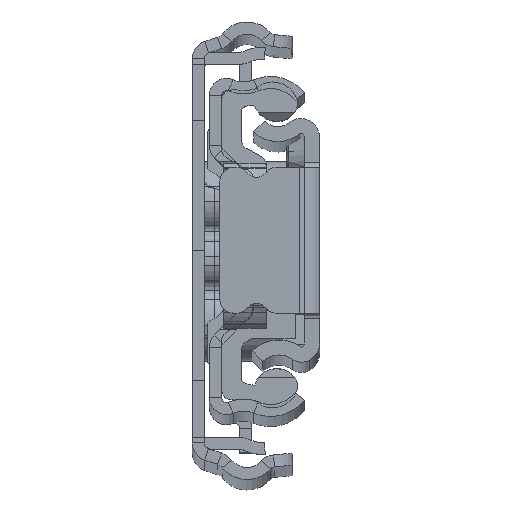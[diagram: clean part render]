
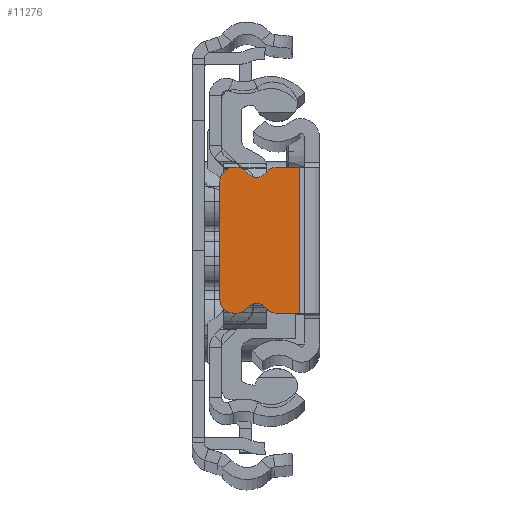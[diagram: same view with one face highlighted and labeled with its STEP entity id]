
A CAD part, top view. The second image highlights one B-rep face of the part: STEP entity #11276.
In plain terms, the highlighted planar face has unit normal (0, 0, 1).
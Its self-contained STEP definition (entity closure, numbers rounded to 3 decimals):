
#96 = AXIS2_PLACEMENT_3D ( 'NONE', #15663, #7302, #5580 ) ;
#268 = EDGE_CURVE ( 'NONE', #6637, #25206, #10803, .T. ) ;
#616 = ORIENTED_EDGE ( 'NONE', *, *, #25621, .T. ) ;
#995 = VERTEX_POINT ( 'NONE', #2648 ) ;
#1016 = DIRECTION ( 'NONE',  ( -1., 0., 0. ) ) ;
#1078 = CARTESIAN_POINT ( 'NONE',  ( -2., -7.3, 0. ) ) ;
#1107 = EDGE_CURVE ( 'NONE', #23469, #9887, #16276, .T. ) ;
#1232 = AXIS2_PLACEMENT_3D ( 'NONE', #20915, #15047, #20549 ) ;
#1423 = VERTEX_POINT ( 'NONE', #19999 ) ;
#1437 = EDGE_CURVE ( 'NONE', #995, #19856, #2523, .T. ) ;
#1695 = CARTESIAN_POINT ( 'NONE',  ( -5.413, 6.706, 0. ) ) ;
#1781 = DIRECTION ( 'NONE',  ( 0., 0., 1. ) ) ;
#1919 = VECTOR ( 'NONE', #19064, 1000. ) ;
#1977 = VERTEX_POINT ( 'NONE', #3963 ) ;
#2087 = DIRECTION ( 'NONE',  ( -1., 0., 0. ) ) ;
#2171 = DIRECTION ( 'NONE',  ( 1., 0., 0. ) ) ;
#2281 = CARTESIAN_POINT ( 'NONE',  ( 0., 7.3, 0. ) ) ;
#2293 = ORIENTED_EDGE ( 'NONE', *, *, #14971, .T. ) ;
#2523 = CIRCLE ( 'NONE', #24660, 1.5 ) ;
#2648 = CARTESIAN_POINT ( 'NONE',  ( -8.5, 7.3, 0. ) ) ;
#2691 = VERTEX_POINT ( 'NONE', #16988 ) ;
#2863 = AXIS2_PLACEMENT_3D ( 'NONE', #18775, #19150, #6897 ) ;
#3126 = CIRCLE ( 'NONE', #24045, 1.5 ) ;
#3638 = VERTEX_POINT ( 'NONE', #13650 ) ;
#3649 = LINE ( 'NONE', #20074, #9994 ) ;
#3735 = LINE ( 'NONE', #19683, #13997 ) ;
#3748 = CARTESIAN_POINT ( 'NONE',  ( -10., 0., 0. ) ) ;
#3838 = AXIS2_PLACEMENT_3D ( 'NONE', #22202, #4162, #12140 ) ;
#3841 = DIRECTION ( 'NONE',  ( 0., -1., 0. ) ) ;
#3943 = CARTESIAN_POINT ( 'NONE',  ( -8.362, -5.8, 0. ) ) ;
#3950 = AXIS2_PLACEMENT_3D ( 'NONE', #10951, #18928, #1016 ) ;
#3963 = CARTESIAN_POINT ( 'NONE',  ( -2., 7.3, 0. ) ) ;
#4162 = DIRECTION ( 'NONE',  ( 0., 0., -1. ) ) ;
#4245 = EDGE_CURVE ( 'NONE', #23469, #3638, #10543, .T. ) ;
#4431 = ORIENTED_EDGE ( 'NONE', *, *, #23266, .F. ) ;
#4621 = DIRECTION ( 'NONE',  ( -1., 0., 0. ) ) ;
#5301 = VECTOR ( 'NONE', #4621, 1000. ) ;
#5389 = ORIENTED_EDGE ( 'NONE', *, *, #24307, .T. ) ;
#5580 = DIRECTION ( 'NONE',  ( -1., 0., 0. ) ) ;
#5833 = DIRECTION ( 'NONE',  ( 0., -1., 0. ) ) ;
#5861 = VECTOR ( 'NONE', #3841, 1000. ) ;
#6041 = DIRECTION ( 'NONE',  ( 0., 0., 1. ) ) ;
#6495 = ORIENTED_EDGE ( 'NONE', *, *, #17275, .T. ) ;
#6637 = VERTEX_POINT ( 'NONE', #20935 ) ;
#6897 = DIRECTION ( 'NONE',  ( -1., 0., 0. ) ) ;
#7302 = DIRECTION ( 'NONE',  ( 0., 0., 1. ) ) ;
#7528 = DIRECTION ( 'NONE',  ( -1., 0., 0. ) ) ;
#7988 = CIRCLE ( 'NONE', #25091, 1.1 ) ;
#8239 = FACE_OUTER_BOUND ( 'NONE', #25781, .T. ) ;
#8748 = EDGE_CURVE ( 'NONE', #25206, #995, #19187, .T. ) ;
#8787 = VERTEX_POINT ( 'NONE', #11340 ) ;
#9152 = EDGE_CURVE ( 'NONE', #6637, #17835, #7988, .T. ) ;
#9356 = CARTESIAN_POINT ( 'NONE',  ( -4.218, 7.3, 0. ) ) ;
#9755 = DIRECTION ( 'NONE',  ( 1., 0., 0. ) ) ;
#9887 = VERTEX_POINT ( 'NONE', #11383 ) ;
#9890 = DIRECTION ( 'NONE',  ( 1., 0., 0. ) ) ;
#9994 = VECTOR ( 'NONE', #2171, 1000. ) ;
#10354 = ORIENTED_EDGE ( 'NONE', *, *, #22863, .T. ) ;
#10543 = CIRCLE ( 'NONE', #96, 1.5 ) ;
#10803 = CIRCLE ( 'NONE', #2863, 1.5 ) ;
#10951 = CARTESIAN_POINT ( 'NONE',  ( -4.218, 5.8, 0. ) ) ;
#11276 = ADVANCED_FACE ( 'NONE', ( #8239 ), #16211, .F. ) ;
#11322 = ORIENTED_EDGE ( 'NONE', *, *, #1107, .F. ) ;
#11340 = CARTESIAN_POINT ( 'NONE',  ( -10., -5.8, 0. ) ) ;
#11383 = CARTESIAN_POINT ( 'NONE',  ( -7.167, -6.706, 0. ) ) ;
#12140 = DIRECTION ( 'NONE',  ( -1., 0., 0. ) ) ;
#12415 = DIRECTION ( 'NONE',  ( 0., 0., 1. ) ) ;
#12928 = ORIENTED_EDGE ( 'NONE', *, *, #4245, .T. ) ;
#13301 = CARTESIAN_POINT ( 'NONE',  ( 0., 7.3, 0. ) ) ;
#13522 = LINE ( 'NONE', #13784, #5861 ) ;
#13563 = CIRCLE ( 'NONE', #3950, 1.5 ) ;
#13650 = CARTESIAN_POINT ( 'NONE',  ( -4.218, -7.3, 0. ) ) ;
#13784 = CARTESIAN_POINT ( 'NONE',  ( -2., -7.3, 0. ) ) ;
#13997 = VECTOR ( 'NONE', #9755, 1000. ) ;
#14535 = ORIENTED_EDGE ( 'NONE', *, *, #18231, .T. ) ;
#14755 = EDGE_CURVE ( 'NONE', #3638, #17482, #3735, .T. ) ;
#14971 = EDGE_CURVE ( 'NONE', #1423, #9887, #3126, .T. ) ;
#15047 = DIRECTION ( 'NONE',  ( 0., 0., 1. ) ) ;
#15135 = CARTESIAN_POINT ( 'NONE',  ( -10., 5.8, 0. ) ) ;
#15366 = DIRECTION ( 'NONE',  ( 0., 0., 1. ) ) ;
#15648 = CARTESIAN_POINT ( 'NONE',  ( -6.29, 7.37, 0. ) ) ;
#15663 = CARTESIAN_POINT ( 'NONE',  ( -4.218, -5.8, 0. ) ) ;
#15802 = VECTOR ( 'NONE', #5833, 1000. ) ;
#16211 = PLANE ( 'NONE',  #3838 ) ;
#16221 = VERTEX_POINT ( 'NONE', #9356 ) ;
#16276 = CIRCLE ( 'NONE', #1232, 1.1 ) ;
#16772 = CARTESIAN_POINT ( 'NONE',  ( -5.413, -6.706, 0. ) ) ;
#16988 = CARTESIAN_POINT ( 'NONE',  ( -8.5, -7.3, 0. ) ) ;
#17275 = EDGE_CURVE ( 'NONE', #8787, #2691, #25748, .T. ) ;
#17482 = VERTEX_POINT ( 'NONE', #1078 ) ;
#17511 = CARTESIAN_POINT ( 'NONE',  ( -8.362, 7.3, 0. ) ) ;
#17835 = VERTEX_POINT ( 'NONE', #1695 ) ;
#18164 = ORIENTED_EDGE ( 'NONE', *, *, #8748, .T. ) ;
#18231 = EDGE_CURVE ( 'NONE', #1977, #16221, #22523, .T. ) ;
#18775 = CARTESIAN_POINT ( 'NONE',  ( -8.362, 5.8, 0. ) ) ;
#18928 = DIRECTION ( 'NONE',  ( 0., 0., 1. ) ) ;
#19064 = DIRECTION ( 'NONE',  ( -1., 0., 0. ) ) ;
#19150 = DIRECTION ( 'NONE',  ( 0., 0., 1. ) ) ;
#19187 = LINE ( 'NONE', #13301, #1919 ) ;
#19683 = CARTESIAN_POINT ( 'NONE',  ( 0., -7.3, 0. ) ) ;
#19686 = ORIENTED_EDGE ( 'NONE', *, *, #14755, .T. ) ;
#19856 = VERTEX_POINT ( 'NONE', #15135 ) ;
#19999 = CARTESIAN_POINT ( 'NONE',  ( -8.362, -7.3, 0. ) ) ;
#20074 = CARTESIAN_POINT ( 'NONE',  ( 0., -7.3, 0. ) ) ;
#20549 = DIRECTION ( 'NONE',  ( -1., 0., 0. ) ) ;
#20915 = CARTESIAN_POINT ( 'NONE',  ( -6.29, -7.37, 0. ) ) ;
#20935 = CARTESIAN_POINT ( 'NONE',  ( -7.167, 6.706, 0. ) ) ;
#21507 = ORIENTED_EDGE ( 'NONE', *, *, #9152, .F. ) ;
#22202 = CARTESIAN_POINT ( 'NONE',  ( 0., 0., 0. ) ) ;
#22523 = LINE ( 'NONE', #2281, #5301 ) ;
#22863 = EDGE_CURVE ( 'NONE', #2691, #1423, #3649, .T. ) ;
#23266 = EDGE_CURVE ( 'NONE', #1977, #17482, #13522, .T. ) ;
#23469 = VERTEX_POINT ( 'NONE', #16772 ) ;
#23571 = ORIENTED_EDGE ( 'NONE', *, *, #1437, .T. ) ;
#23701 = ORIENTED_EDGE ( 'NONE', *, *, #268, .T. ) ;
#23899 = LINE ( 'NONE', #3748, #15802 ) ;
#24045 = AXIS2_PLACEMENT_3D ( 'NONE', #3943, #6041, #24091 ) ;
#24075 = CARTESIAN_POINT ( 'NONE',  ( -8.5, 5.8, 0. ) ) ;
#24091 = DIRECTION ( 'NONE',  ( -1., 0., 0. ) ) ;
#24093 = AXIS2_PLACEMENT_3D ( 'NONE', #25314, #15366, #7528 ) ;
#24307 = EDGE_CURVE ( 'NONE', #16221, #17835, #13563, .T. ) ;
#24660 = AXIS2_PLACEMENT_3D ( 'NONE', #24075, #12415, #2087 ) ;
#25091 = AXIS2_PLACEMENT_3D ( 'NONE', #15648, #1781, #9890 ) ;
#25206 = VERTEX_POINT ( 'NONE', #17511 ) ;
#25314 = CARTESIAN_POINT ( 'NONE',  ( -8.5, -5.8, 0. ) ) ;
#25621 = EDGE_CURVE ( 'NONE', #19856, #8787, #23899, .T. ) ;
#25748 = CIRCLE ( 'NONE', #24093, 1.5 ) ;
#25781 = EDGE_LOOP ( 'NONE', ( #18164, #23571, #616, #6495, #10354, #2293, #11322, #12928, #19686, #4431, #14535, #5389, #21507, #23701 ) ) ;
